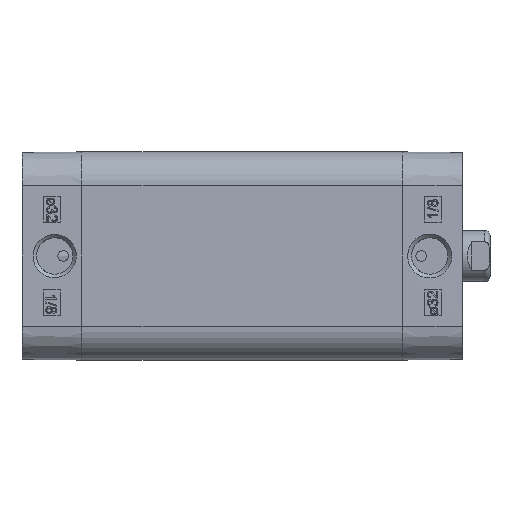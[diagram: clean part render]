
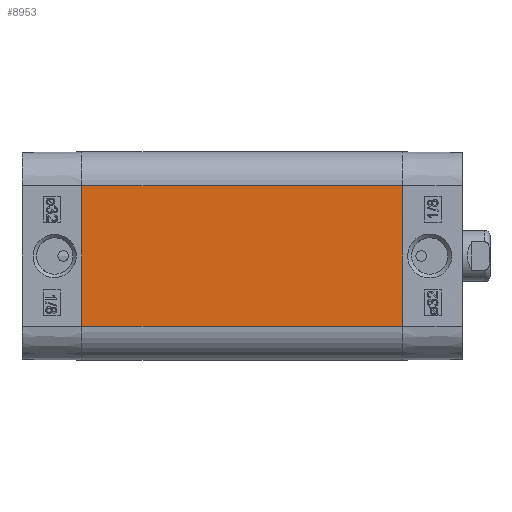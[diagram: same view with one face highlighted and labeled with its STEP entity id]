
A CAD part, left-side view. The second image highlights one B-rep face of the part: STEP entity #8953.
In plain terms, the highlighted planar face has unit normal (-1, 0, 0).
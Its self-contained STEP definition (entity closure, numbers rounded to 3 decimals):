
#5933=CARTESIAN_POINT('',(-24.5,-75.5,16.5));
#5934=VERTEX_POINT('',#5933);
#5941=CARTESIAN_POINT('',(-24.5,-75.5,-16.5));
#5942=VERTEX_POINT('',#5941);
#5943=CARTESIAN_POINT('',(-24.5,-75.5,-16.5));
#5944=DIRECTION('',(0.0,0.0,1.0));
#5945=VECTOR('',#5944,33.0);
#5946=LINE('',#5943,#5945);
#5947=EDGE_CURVE('',#5942,#5934,#5946,.T.);
#8911=CARTESIAN_POINT('',(-24.5,0.0,-16.5));
#8912=VERTEX_POINT('',#8911);
#8913=CARTESIAN_POINT('',(-24.5,0.0,-16.5));
#8914=DIRECTION('',(0.0,-1.0,0.0));
#8915=VECTOR('',#8914,75.5);
#8916=LINE('',#8913,#8915);
#8917=EDGE_CURVE('',#8912,#5942,#8916,.T.);
#8930=CARTESIAN_POINT('',(-24.5,0.0,-16.5));
#8931=DIRECTION('',(-1.0,0.0,0.0));
#8932=DIRECTION('',(0.0,0.0,1.0));
#8933=AXIS2_PLACEMENT_3D('',#8930,#8931,#8932);
#8934=PLANE('',#8933);
#8935=ORIENTED_EDGE('',*,*,#5947,.T.);
#8936=CARTESIAN_POINT('',(-24.5,0.0,16.5));
#8937=VERTEX_POINT('',#8936);
#8938=CARTESIAN_POINT('',(-24.5,0.0,16.5));
#8939=DIRECTION('',(0.0,-1.0,0.0));
#8940=VECTOR('',#8939,75.5);
#8941=LINE('',#8938,#8940);
#8942=EDGE_CURVE('',#8937,#5934,#8941,.T.);
#8943=ORIENTED_EDGE('',*,*,#8942,.F.);
#8944=CARTESIAN_POINT('',(-24.5,0.0,-16.5));
#8945=DIRECTION('',(0.0,0.0,1.0));
#8946=VECTOR('',#8945,33.0);
#8947=LINE('',#8944,#8946);
#8948=EDGE_CURVE('',#8912,#8937,#8947,.T.);
#8949=ORIENTED_EDGE('',*,*,#8948,.F.);
#8950=ORIENTED_EDGE('',*,*,#8917,.T.);
#8951=EDGE_LOOP('',(#8935,#8943,#8949,#8950));
#8952=FACE_OUTER_BOUND('',#8951,.T.);
#8953=ADVANCED_FACE('',(#8952),#8934,.T.);
